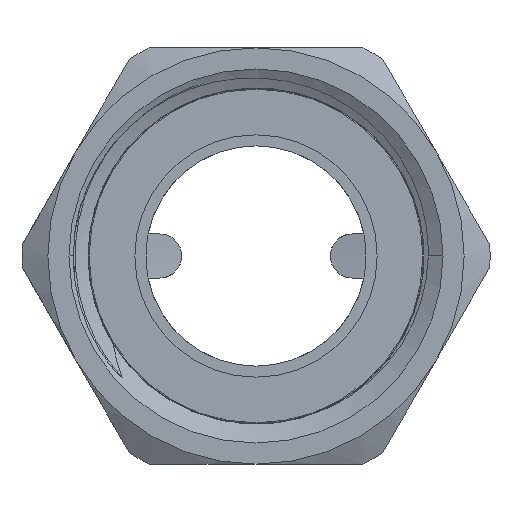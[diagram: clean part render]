
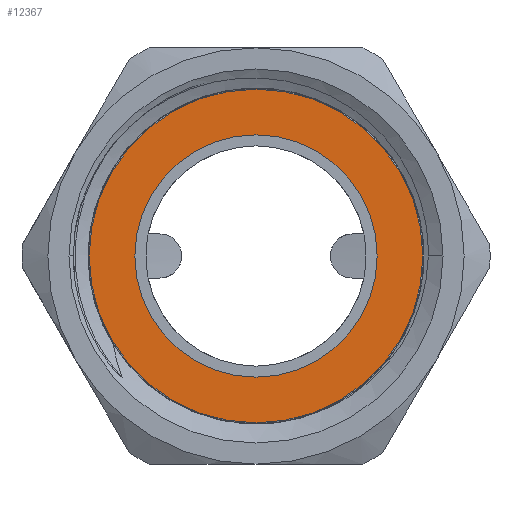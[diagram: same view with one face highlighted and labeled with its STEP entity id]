
A CAD part, left-side view. The second image highlights one B-rep face of the part: STEP entity #12367.
In plain terms, the highlighted planar face has unit normal (-1, 0, 0).
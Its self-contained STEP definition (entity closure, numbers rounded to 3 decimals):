
#12242=CARTESIAN_POINT('',(0.,0.,0.));
#12243=DIRECTION('',(-1.,0.,0.));
#12244=DIRECTION('',(0.,1.,0.));
#12245=AXIS2_PLACEMENT_3D('',#12242,#12243,#12244);
#12250=CARTESIAN_POINT('',(0.,0.,0.));
#12251=DIRECTION('',(1.,0.,0.));
#12252=DIRECTION('',(0.,1.,0.));
#12253=AXIS2_PLACEMENT_3D('',#12250,#12251,#12252);
#12258=CARTESIAN_POINT('',(0.,0.,0.));
#12259=DIRECTION('',(1.,0.,0.));
#12260=DIRECTION('',(0.,1.,0.));
#12261=AXIS2_PLACEMENT_3D('',#12258,#12259,#12260);
#12280=CARTESIAN_POINT('',(0.,0.,0.));
#12281=DIRECTION('',(-1.,0.,0.));
#12282=DIRECTION('',(0.,1.,0.));
#12283=AXIS2_PLACEMENT_3D('',#12280,#12281,#12282);
#12334=CARTESIAN_POINT('',(0.,11.,0.));
#12336=VERTEX_POINT('',#12334);
#12339=CARTESIAN_POINT('',(0.,15.15,0.));
#12341=VERTEX_POINT('',#12339);
#12342=CARTESIAN_POINT('',(0.,-11.,0.));
#12344=VERTEX_POINT('',#12342);
#12347=CARTESIAN_POINT('',(0.,-15.15,0.));
#12349=VERTEX_POINT('',#12347);
#12350=CARTESIAN_POINT('',(0.,0.,0.));
#12351=DIRECTION('',(1.,0.,0.));
#12352=DIRECTION('',(0.,-1.,0.));
#12353=AXIS2_PLACEMENT_3D('',#12350,#12351,#12352);
#12354=PLANE('',#12353);
#12356=ORIENTED_EDGE('',*,*,#12355,.F.);
#12358=ORIENTED_EDGE('',*,*,#12357,.T.);
#12359=EDGE_LOOP('',(#12356,#12358));
#12360=FACE_OUTER_BOUND('',#12359,.F.);
#12362=ORIENTED_EDGE('',*,*,#12361,.F.);
#12364=ORIENTED_EDGE('',*,*,#12363,.T.);
#12365=EDGE_LOOP('',(#12362,#12364));
#12366=FACE_BOUND('',#12365,.F.);
#12367=ADVANCED_FACE('',(#12360,#12366),#12354,.F.);
#12246=CIRCLE('',#12245,15.15);
#12254=CIRCLE('',#12253,15.15);
#12262=CIRCLE('',#12261,11.);
#12284=CIRCLE('',#12283,11.);
#12355=EDGE_CURVE('',#12341,#12349,#12246,.T.);
#12357=EDGE_CURVE('',#12341,#12349,#12254,.T.);
#12361=EDGE_CURVE('',#12336,#12344,#12262,.T.);
#12363=EDGE_CURVE('',#12336,#12344,#12284,.T.);
